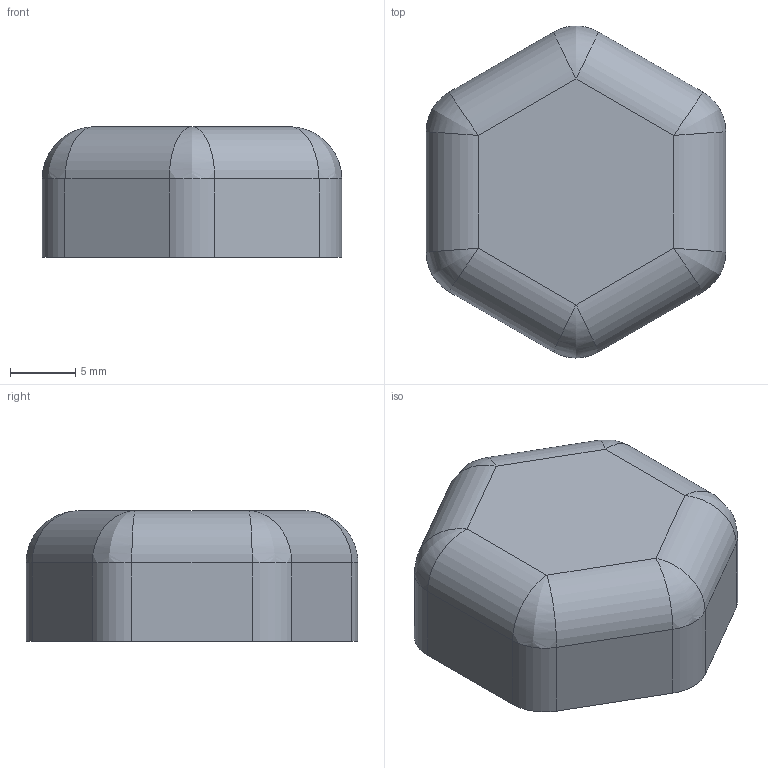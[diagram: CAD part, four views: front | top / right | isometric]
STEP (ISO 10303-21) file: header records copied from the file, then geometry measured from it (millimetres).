
FILE_DESCRIPTION( ( 'STEP AP203' ), '1' );
FILE_NAME( 'M12.step', '2022-07-26T09:01:30', ( ' ' ), ( ' ' ), 'XStep 1.0', ' ', ' ' );
FILE_SCHEMA( ( 'CONFIG_CONTROL_DESIGN' ) );
Length unit declared in the file: millimetre
Products named in the file (1): 1
Bounding box: 23 x 25.48 x 10 mm (x, y, z)
Volume: 1794.3 mm3; surface area: 2066.2 mm2
Topology: 1 solids, 1 shells, 39 faces, 96 edges, 54 vertices
Faces by surface type: cylinder 18, plane 15, bspline 6
Entity records: 1758 total; most frequent: CARTESIAN_POINT 826, DIRECTION 194, ORIENTED_EDGE 180, EDGE_CURVE 90, AXIS2_PLACEMENT_3D 70, VERTEX_POINT 54, LINE 54, VECTOR 54
